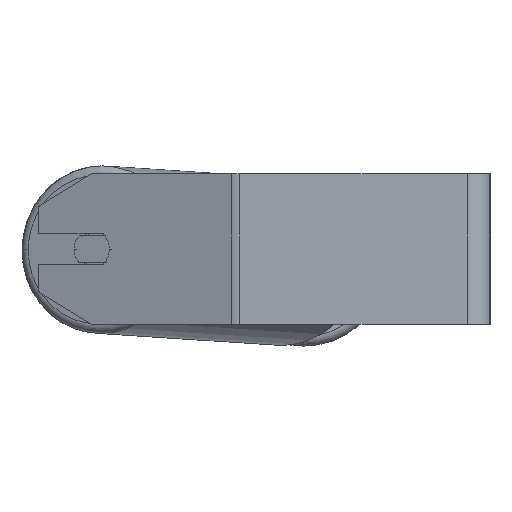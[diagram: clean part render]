
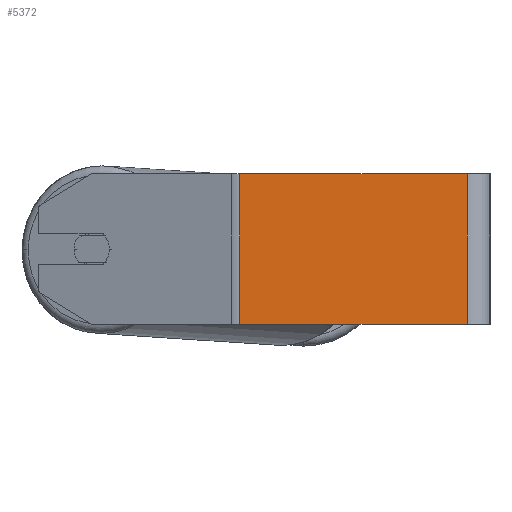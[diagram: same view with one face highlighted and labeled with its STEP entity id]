
A CAD part, left-side view. The second image highlights one B-rep face of the part: STEP entity #5372.
In plain terms, the highlighted planar face has unit normal (-1, 0, 0).
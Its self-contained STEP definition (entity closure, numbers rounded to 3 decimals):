
#321 = CARTESIAN_POINT ( 'NONE',  ( -490., 12., -40. ) ) ;
#612 = CARTESIAN_POINT ( 'NONE',  ( -490., 135.002, 40. ) ) ;
#1476 = VERTEX_POINT ( 'NONE', #1764 ) ;
#1618 = LINE ( 'NONE', #4913, #4911 ) ;
#1764 = CARTESIAN_POINT ( 'NONE',  ( -490., 132.886, 40. ) ) ;
#2710 = CARTESIAN_POINT ( 'NONE',  ( -490., 12., 40. ) ) ;
#2736 = DIRECTION ( 'NONE',  ( 0., -1., 0. ) ) ;
#2808 = CARTESIAN_POINT ( 'NONE',  ( -490., 12., 40. ) ) ;
#3408 = ORIENTED_EDGE ( 'NONE', *, *, #5595, .F. ) ;
#4031 = LINE ( 'NONE', #4746, #4466 ) ;
#4069 = EDGE_CURVE ( 'NONE', #1476, #6708, #8595, .T. ) ;
#4185 = EDGE_CURVE ( 'NONE', #6708, #8152, #4031, .T. ) ;
#4298 = ORIENTED_EDGE ( 'NONE', *, *, #4185, .T. ) ;
#4466 = VECTOR ( 'NONE', #2736, 1000. ) ;
#4504 = VECTOR ( 'NONE', #4679, 1000. ) ;
#4656 = PLANE ( 'NONE',  #6179 ) ;
#4679 = DIRECTION ( 'NONE',  ( 0., 0., -1. ) ) ;
#4746 = CARTESIAN_POINT ( 'NONE',  ( -490., 135.002, -40. ) ) ;
#4911 = VECTOR ( 'NONE', #7707, 1000. ) ;
#4913 = CARTESIAN_POINT ( 'NONE',  ( -490., 135.002, 40. ) ) ;
#5242 = FACE_OUTER_BOUND ( 'NONE', #5740, .T. ) ;
#5372 = ADVANCED_FACE ( 'NONE', ( #5242 ), #4656, .F. ) ;
#5595 = EDGE_CURVE ( 'NONE', #1476, #7065, #1618, .T. ) ;
#5736 = VECTOR ( 'NONE', #5858, 1000. ) ;
#5740 = EDGE_LOOP ( 'NONE', ( #4298, #6538, #3408, #5944 ) ) ;
#5858 = DIRECTION ( 'NONE',  ( 0., 0., -1. ) ) ;
#5944 = ORIENTED_EDGE ( 'NONE', *, *, #4069, .T. ) ;
#6179 = AXIS2_PLACEMENT_3D ( 'NONE', #612, #7357, #8673 ) ;
#6399 = EDGE_CURVE ( 'NONE', #7065, #8152, #6840, .T. ) ;
#6529 = CARTESIAN_POINT ( 'NONE',  ( -490., 132.886, 40. ) ) ;
#6538 = ORIENTED_EDGE ( 'NONE', *, *, #6399, .F. ) ;
#6708 = VERTEX_POINT ( 'NONE', #6736 ) ;
#6736 = CARTESIAN_POINT ( 'NONE',  ( -490., 132.886, -40. ) ) ;
#6840 = LINE ( 'NONE', #2710, #4504 ) ;
#7065 = VERTEX_POINT ( 'NONE', #2808 ) ;
#7357 = DIRECTION ( 'NONE',  ( 1., 0., 0. ) ) ;
#7707 = DIRECTION ( 'NONE',  ( 0., -1., 0. ) ) ;
#8152 = VERTEX_POINT ( 'NONE', #321 ) ;
#8595 = LINE ( 'NONE', #6529, #5736 ) ;
#8673 = DIRECTION ( 'NONE',  ( 0., 0., -1. ) ) ;
